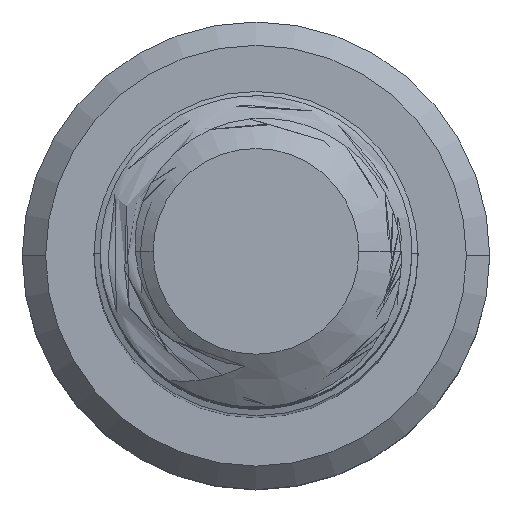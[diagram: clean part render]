
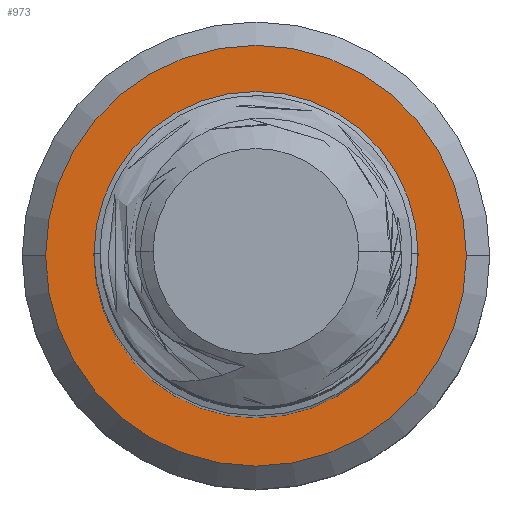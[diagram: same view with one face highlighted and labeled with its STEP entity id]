
A CAD part, top view. The second image highlights one B-rep face of the part: STEP entity #973.
In plain terms, the highlighted planar face has unit normal (0, 0, 1).
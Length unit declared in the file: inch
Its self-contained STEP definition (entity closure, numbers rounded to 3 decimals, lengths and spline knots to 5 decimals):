
#70 = ORIENTED_EDGE ( 'NONE', *, *, #1771, .T. ) ;
#116 = AXIS2_PLACEMENT_3D ( 'NONE', #6687, #3682, #529 ) ;
#259 = AXIS2_PLACEMENT_3D ( 'NONE', #3640, #3616, #3567 ) ;
#370 = FACE_OUTER_BOUND ( 'NONE', #5263, .T. ) ;
#415 = CARTESIAN_POINT ( 'NONE',  ( -0.13, 0., -2. ) ) ;
#529 = DIRECTION ( 'NONE',  ( -1., 0., 0. ) ) ;
#746 = EDGE_CURVE ( 'NONE', #6174, #5412, #881, .T. ) ;
#866 = CARTESIAN_POINT ( 'NONE',  ( -0.16875, 0., -2. ) ) ;
#881 = CIRCLE ( 'NONE', #259, 0.16875 ) ;
#973 = ADVANCED_FACE ( 'NONE', ( #370, #4607 ), #2040, .F. ) ;
#1027 = EDGE_CURVE ( 'NONE', #5886, #3067, #1611, .T. ) ;
#1241 = ORIENTED_EDGE ( 'NONE', *, *, #746, .T. ) ;
#1288 = CARTESIAN_POINT ( 'NONE',  ( 0., 0., -2. ) ) ;
#1430 = EDGE_CURVE ( 'NONE', #5412, #6174, #6141, .T. ) ;
#1510 = CARTESIAN_POINT ( 'NONE',  ( 0., 0., -2. ) ) ;
#1611 = CIRCLE ( 'NONE', #116, 0.13 ) ;
#1771 = EDGE_CURVE ( 'NONE', #3067, #5886, #2239, .T. ) ;
#1791 = DIRECTION ( 'NONE',  ( -1., 0., 0. ) ) ;
#1889 = ORIENTED_EDGE ( 'NONE', *, *, #1027, .T. ) ;
#2040 = PLANE ( 'NONE',  #6198 ) ;
#2043 = ORIENTED_EDGE ( 'NONE', *, *, #1430, .T. ) ;
#2147 = CARTESIAN_POINT ( 'NONE',  ( 0.16875, 0., -2. ) ) ;
#2239 = CIRCLE ( 'NONE', #4292, 0.13 ) ;
#2521 = CARTESIAN_POINT ( 'NONE',  ( 0., 0., -2. ) ) ;
#2554 = DIRECTION ( 'NONE',  ( -1., 0., 0. ) ) ;
#3046 = DIRECTION ( 'NONE',  ( -1., 0., 0. ) ) ;
#3067 = VERTEX_POINT ( 'NONE', #4333 ) ;
#3567 = DIRECTION ( 'NONE',  ( -1., 0., 0. ) ) ;
#3616 = DIRECTION ( 'NONE',  ( 0., 0., 1. ) ) ;
#3640 = CARTESIAN_POINT ( 'NONE',  ( 0., 0., -2. ) ) ;
#3682 = DIRECTION ( 'NONE',  ( 0., 0., -1. ) ) ;
#4292 = AXIS2_PLACEMENT_3D ( 'NONE', #2521, #6153, #3046 ) ;
#4333 = CARTESIAN_POINT ( 'NONE',  ( 0.13, 0., -2. ) ) ;
#4607 = FACE_BOUND ( 'NONE', #4884, .T. ) ;
#4884 = EDGE_LOOP ( 'NONE', ( #70, #1889 ) ) ;
#4998 = DIRECTION ( 'NONE',  ( 0., 0., 1. ) ) ;
#5263 = EDGE_LOOP ( 'NONE', ( #2043, #1241 ) ) ;
#5412 = VERTEX_POINT ( 'NONE', #866 ) ;
#5703 = DIRECTION ( 'NONE',  ( 0., 0., -1. ) ) ;
#5752 = AXIS2_PLACEMENT_3D ( 'NONE', #1288, #4998, #1791 ) ;
#5886 = VERTEX_POINT ( 'NONE', #415 ) ;
#6141 = CIRCLE ( 'NONE', #5752, 0.16875 ) ;
#6153 = DIRECTION ( 'NONE',  ( 0., 0., -1. ) ) ;
#6174 = VERTEX_POINT ( 'NONE', #2147 ) ;
#6198 = AXIS2_PLACEMENT_3D ( 'NONE', #1510, #5703, #2554 ) ;
#6687 = CARTESIAN_POINT ( 'NONE',  ( 0., 0., -2. ) ) ;
